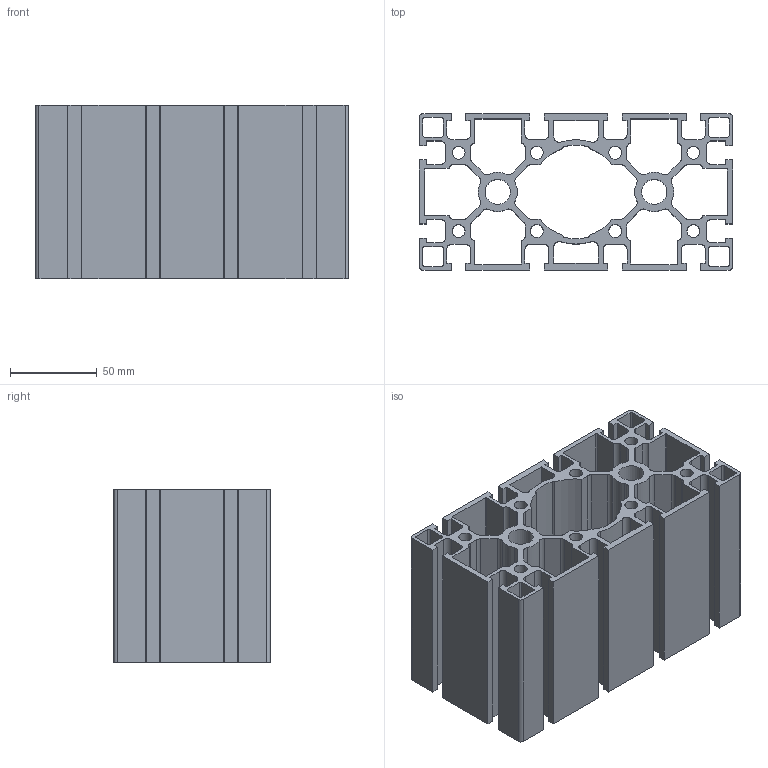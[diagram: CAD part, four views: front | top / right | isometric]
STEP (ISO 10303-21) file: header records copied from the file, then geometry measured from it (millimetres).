
FILE_DESCRIPTION((''),'2;1');
FILE_NAME('109094.stp','2013-09-24T13:11:48',('VeronikaF'),(''),'Autodesk Inventor 2011','Autodesk Inventor 2011','');
FILE_SCHEMA(('AUTOMOTIVE_DESIGN { 1 0 10303 214 1 1 1 1 }'));
Length unit declared in the file: millimetre
Products named in the file (1): 109094-100
Bounding box: 180 x 90 x 100 mm (x, y, z)
Volume: 433118.6 mm3; surface area: 257814.5 mm2
Topology: 1 solids, 1 shells, 309 faces, 921 edges, 614 vertices
Faces by surface type: plane 176, cylinder 133
Full cylindrical faces by diameter (mm): 7.45 x8, 14.5 x2
Entity records: 10489 total; most frequent: CARTESIAN_POINT 1835, ORIENTED_EDGE 1822, DIRECTION 1797, EDGE_CURVE 911, VECTOR 645, LINE 645, VERTEX_POINT 614, AXIS2_PLACEMENT_3D 576
